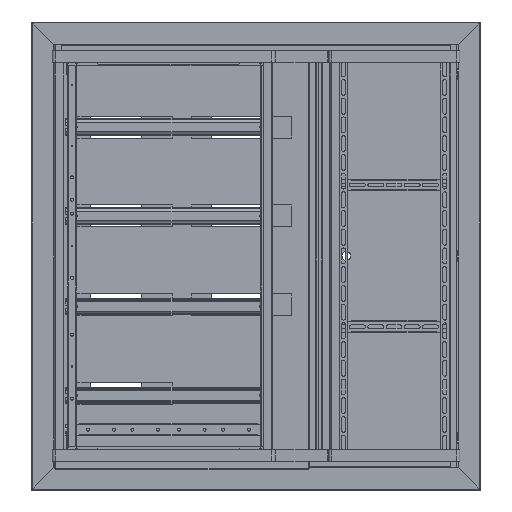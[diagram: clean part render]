
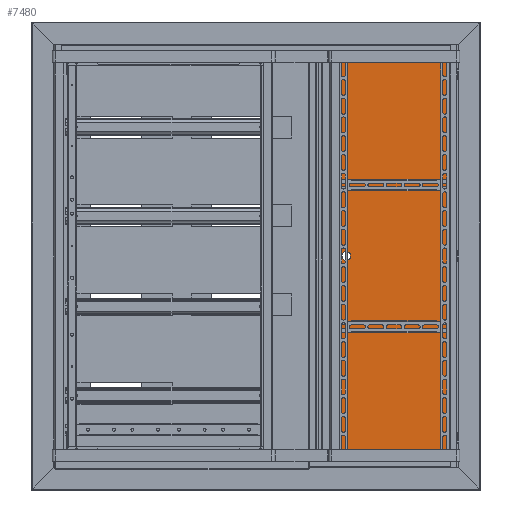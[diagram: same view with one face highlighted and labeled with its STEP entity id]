
A CAD part, top view. The second image highlights one B-rep face of the part: STEP entity #7480.
In plain terms, the highlighted planar face has unit normal (0, 0, 1).
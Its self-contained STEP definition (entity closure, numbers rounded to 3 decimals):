
#7480=ADVANCED_FACE('',(#16585,#16587),#16589,.T.);
#16585=FACE_BOUND('',#16586,.T.);
#16586=EDGE_LOOP('',(#23646,#23647,#23648,#23649));
#16587=FACE_BOUND('',#16588,.T.);
#16588=EDGE_LOOP('',(#23650,#23651,#23652,#23653));
#16589=PLANE('',#16590);
#16590=AXIS2_PLACEMENT_3D('',#16591,#16592,#16593);
#16591=CARTESIAN_POINT('',(0.,0.,0.));
#16592=DIRECTION('',(0.,0.,1.));
#16593=DIRECTION('',(1.,0.,0.));
#23646=ORIENTED_EDGE('',*,*,#27376,.F.);
#23647=ORIENTED_EDGE('',*,*,#27377,.F.);
#23648=ORIENTED_EDGE('',*,*,#27378,.F.);
#23649=ORIENTED_EDGE('',*,*,#27379,.F.);
#23650=ORIENTED_EDGE('',*,*,#27380,.F.);
#23651=ORIENTED_EDGE('',*,*,#27381,.F.);
#23652=ORIENTED_EDGE('',*,*,#27382,.F.);
#23653=ORIENTED_EDGE('',*,*,#27383,.F.);
#27376=EDGE_CURVE('',#30759,#30760,#30761,.T.);
#27377=EDGE_CURVE('',#30762,#30759,#30763,.T.);
#27378=EDGE_CURVE('',#30764,#30762,#30765,.T.);
#27379=EDGE_CURVE('',#30760,#30764,#30766,.T.);
#27380=EDGE_CURVE('',#30767,#30768,#30769,.T.);
#27381=EDGE_CURVE('',#30770,#30767,#30771,.T.);
#27382=EDGE_CURVE('',#30772,#30770,#30773,.T.);
#27383=EDGE_CURVE('',#30768,#30772,#30774,.T.);
#30759=VERTEX_POINT('',#38077);
#30760=VERTEX_POINT('',#38078);
#30761=LINE('',#38079,#38080);
#30762=VERTEX_POINT('',#38082);
#30763=LINE('',#38083,#38084);
#30764=VERTEX_POINT('',#38086);
#30765=LINE('',#38087,#38088);
#30766=LINE('',#38090,#38091);
#30767=VERTEX_POINT('',#38093);
#30768=VERTEX_POINT('',#38094);
#30769=CIRCLE('',#38095,9.75);
#30770=VERTEX_POINT('',#38099);
#30771=LINE('',#38100,#38101);
#30772=VERTEX_POINT('',#38103);
#30773=CIRCLE('',#38104,9.75);
#30774=LINE('',#38108,#38109);
#38077=CARTESIAN_POINT('',(130.5,445.5,0.));
#38078=CARTESIAN_POINT('',(130.5,-445.5,0.));
#38079=CARTESIAN_POINT('',(130.5,445.5,0.));
#38080=VECTOR('',#38081,1.);
#38081=DIRECTION('',(0.,-1.,0.));
#38082=CARTESIAN_POINT('',(-130.5,445.5,0.));
#38083=CARTESIAN_POINT('',(-130.5,445.5,0.));
#38084=VECTOR('',#38085,1.);
#38085=DIRECTION('',(1.,0.,0.));
#38086=CARTESIAN_POINT('',(-130.5,-445.5,0.));
#38087=CARTESIAN_POINT('',(-130.5,-445.5,0.));
#38088=VECTOR('',#38089,1.);
#38089=DIRECTION('',(0.,1.,0.));
#38090=CARTESIAN_POINT('',(130.5,-445.5,0.));
#38091=VECTOR('',#38092,1.);
#38092=DIRECTION('',(-1.,0.,0.));
#38093=CARTESIAN_POINT('',(94.,-4.776,0.));
#38094=CARTESIAN_POINT('',(111.,-4.776,0.));
#38095=AXIS2_PLACEMENT_3D('',#38096,#38097,#38098);
#38096=CARTESIAN_POINT('',(102.5,0.,0.));
#38097=DIRECTION('',(0.,0.,1.));
#38098=DIRECTION('',(-0.872,-0.49,0.));
#38099=CARTESIAN_POINT('',(94.,4.776,0.));
#38100=CARTESIAN_POINT('',(94.,4.776,0.));
#38101=VECTOR('',#38102,1.);
#38102=DIRECTION('',(0.,-1.,0.));
#38103=CARTESIAN_POINT('',(111.,4.776,0.));
#38104=AXIS2_PLACEMENT_3D('',#38105,#38106,#38107);
#38105=CARTESIAN_POINT('',(102.5,0.,0.));
#38106=DIRECTION('',(0.,0.,1.));
#38107=DIRECTION('',(0.872,0.49,0.));
#38108=CARTESIAN_POINT('',(111.,-4.776,0.));
#38109=VECTOR('',#38110,1.);
#38110=DIRECTION('',(0.,1.,0.));
